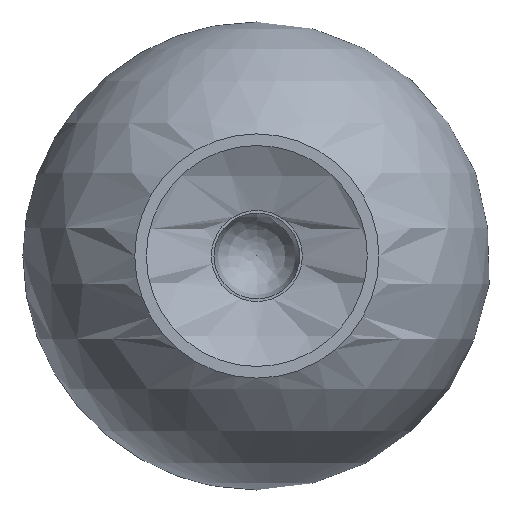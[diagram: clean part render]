
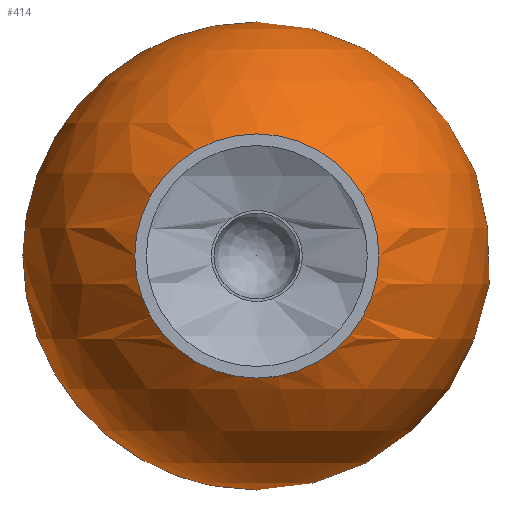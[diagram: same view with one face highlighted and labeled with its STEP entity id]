
A CAD part, front view. The second image highlights one B-rep face of the part: STEP entity #414.
In plain terms, the highlighted spherical face has radius 90 mm.
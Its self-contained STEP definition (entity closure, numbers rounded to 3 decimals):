
#15=SPHERICAL_SURFACE('',#487,90.);
#25=FACE_BOUND('',#162,.T.);
#26=FACE_BOUND('',#163,.T.);
#125=FACE_OUTER_BOUND('',#161,.T.);
#161=EDGE_LOOP('',(#375,#376));
#162=EDGE_LOOP('',(#377));
#163=EDGE_LOOP('',(#378));
#192=CIRCLE('',#486,17.802);
#193=CIRCLE('',#488,90.);
#194=CIRCLE('',#489,46.959);
#228=VERTEX_POINT('',#756);
#229=VERTEX_POINT('',#759);
#230=VERTEX_POINT('',#760);
#231=VERTEX_POINT('',#762);
#280=EDGE_CURVE('',#228,#228,#192,.T.);
#281=EDGE_CURVE('',#229,#230,#193,.T.);
#282=EDGE_CURVE('',#231,#231,#194,.T.);
#375=ORIENTED_EDGE('',*,*,#281,.T.);
#376=ORIENTED_EDGE('',*,*,#281,.F.);
#377=ORIENTED_EDGE('',*,*,#280,.T.);
#378=ORIENTED_EDGE('',*,*,#282,.F.);
#414=ADVANCED_FACE('',(#125,#25,#26),#15,.T.);
#486=AXIS2_PLACEMENT_3D('',#757,#610,#611);
#487=AXIS2_PLACEMENT_3D('',#758,#612,#613);
#488=AXIS2_PLACEMENT_3D('',#761,#614,#615);
#489=AXIS2_PLACEMENT_3D('',#763,#616,#617);
#610=DIRECTION('center_axis',(0.,-1.,0.));
#611=DIRECTION('ref_axis',(1.,0.,0.));
#612=DIRECTION('center_axis',(0.,0.,1.));
#613=DIRECTION('ref_axis',(1.,0.,0.));
#614=DIRECTION('center_axis',(0.,-1.,0.));
#615=DIRECTION('ref_axis',(-1.,0.,0.));
#616=DIRECTION('center_axis',(0.,-1.,0.));
#617=DIRECTION('ref_axis',(1.,0.,0.));
#756=CARTESIAN_POINT('',(17.802,88.222,0.));
#757=CARTESIAN_POINT('Origin',(0.,88.222,0.));
#758=CARTESIAN_POINT('Origin',(0.,0.,0.));
#759=CARTESIAN_POINT('',(0.,0.,90.));
#760=CARTESIAN_POINT('',(0.,0.,-90.));
#761=CARTESIAN_POINT('Origin',(0.,0.,0.));
#762=CARTESIAN_POINT('',(46.959,-76.778,0.));
#763=CARTESIAN_POINT('Origin',(0.,-76.778,0.));
